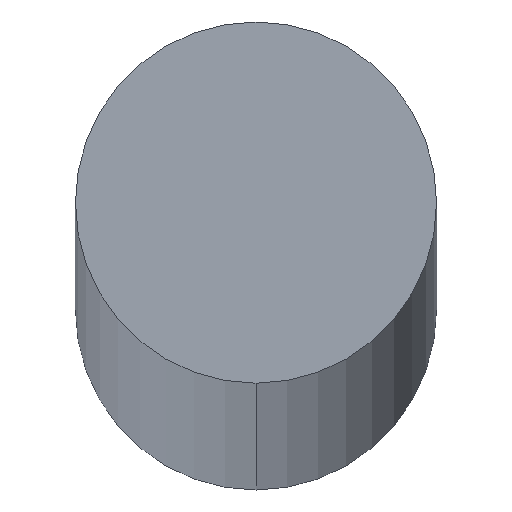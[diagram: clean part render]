
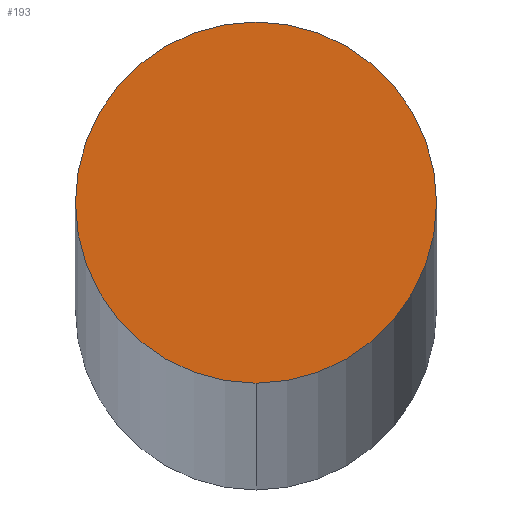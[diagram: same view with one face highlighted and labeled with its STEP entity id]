
A CAD part, top view. The second image highlights one B-rep face of the part: STEP entity #193.
In plain terms, the highlighted planar face has unit normal (0, 0, 1).
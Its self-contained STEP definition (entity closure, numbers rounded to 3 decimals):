
#7 = EDGE_LOOP ( 'NONE', ( #200, #194 ) ) ;
#23 = CARTESIAN_POINT ( 'NONE',  ( 19.597, -1.716, 635. ) ) ;
#38 = DIRECTION ( 'NONE',  ( 0., 1., 0. ) ) ;
#54 = DIRECTION ( 'NONE',  ( 0., 0., -1. ) ) ;
#71 = PLANE ( 'NONE',  #227 ) ;
#80 = CIRCLE ( 'NONE', #192, 2.95 ) ;
#89 = CARTESIAN_POINT ( 'NONE',  ( 19.597, 1.234, 635. ) ) ;
#94 = CARTESIAN_POINT ( 'NONE',  ( 19.597, 1.234, 635. ) ) ;
#106 = AXIS2_PLACEMENT_3D ( 'NONE', #218, #222, #204 ) ;
#129 = CARTESIAN_POINT ( 'NONE',  ( 19.597, 4.184, 635. ) ) ;
#138 = VERTEX_POINT ( 'NONE', #129 ) ;
#157 = VERTEX_POINT ( 'NONE', #23 ) ;
#165 = CIRCLE ( 'NONE', #106, 2.95 ) ;
#172 = EDGE_CURVE ( 'NONE', #138, #157, #165, .T. ) ;
#177 = FACE_OUTER_BOUND ( 'NONE', #7, .T. ) ;
#186 = DIRECTION ( 'NONE',  ( 0., 1., 0. ) ) ;
#189 = EDGE_CURVE ( 'NONE', #157, #138, #80, .T. ) ;
#192 = AXIS2_PLACEMENT_3D ( 'NONE', #89, #54, #186 ) ;
#193 = ADVANCED_FACE ( 'NONE', ( #177 ), #71, .F. ) ;
#194 = ORIENTED_EDGE ( 'NONE', *, *, #189, .F. ) ;
#200 = ORIENTED_EDGE ( 'NONE', *, *, #172, .F. ) ;
#202 = DIRECTION ( 'NONE',  ( 0., 0., -1. ) ) ;
#204 = DIRECTION ( 'NONE',  ( 0., 1., 0. ) ) ;
#218 = CARTESIAN_POINT ( 'NONE',  ( 19.597, 1.234, 635. ) ) ;
#222 = DIRECTION ( 'NONE',  ( 0., 0., -1. ) ) ;
#227 = AXIS2_PLACEMENT_3D ( 'NONE', #94, #202, #38 ) ;
